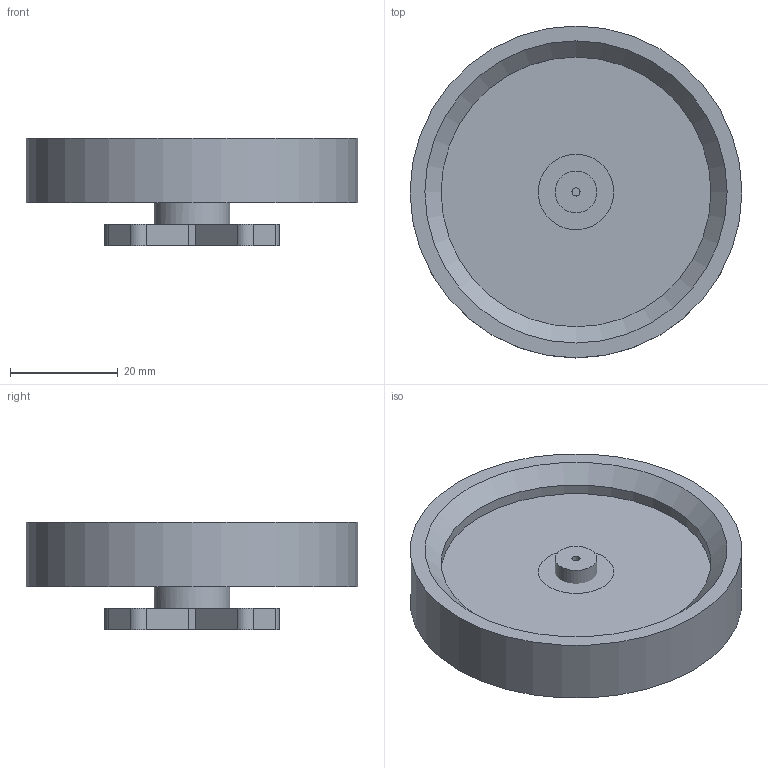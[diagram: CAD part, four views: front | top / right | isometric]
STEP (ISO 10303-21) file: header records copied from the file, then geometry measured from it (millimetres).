
FILE_DESCRIPTION(('HOOPS Exchange Step'),'2;1');
FILE_NAME('temp_export','2023-07-05T20:48:09+19:00',('mobile'),('Shapr3D Limited'),'HOOPS Exchange 2022.2','Shapr3D','Authorized');
FILE_SCHEMA( ('AUTOMOTIVE_DESIGN { 1 0 10303 214 1 1 1 1 }') );
Length unit declared in the file: millimetre
Products named in the file (2): Compass Body; root
Assembly tree (1 placements, depth 2):
  root
    Compass Body
Bounding box: 61.5 x 61.5 x 20 mm (x, y, z)
Volume: 30453.6 mm3; surface area: 14267.8 mm2
Topology: 5 solids, 5 shells, 42 faces, 98 edges, 67 vertices
Faces by surface type: plane 27, cylinder 14, cone 1
Full cylindrical faces by diameter (mm): 1.5 x1, 7.75 x1, 14 x1, 50 x2, 61.5 x1
Entity records: 1260 total; most frequent: DIRECTION 221, CARTESIAN_POINT 209, ORIENTED_EDGE 196, EDGE_CURVE 98, AXIS2_PLACEMENT_3D 79, VERTEX_POINT 67, VECTOR 63, LINE 63
